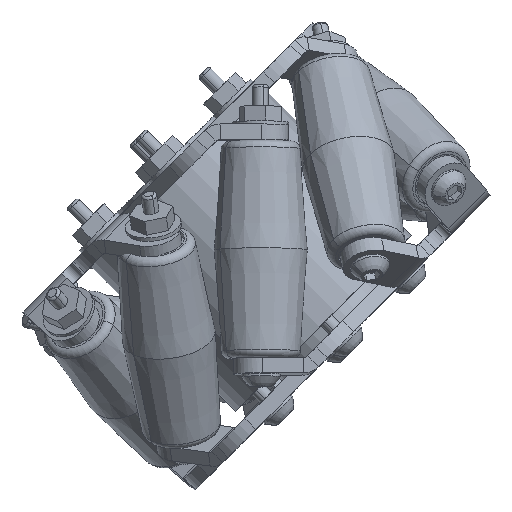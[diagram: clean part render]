
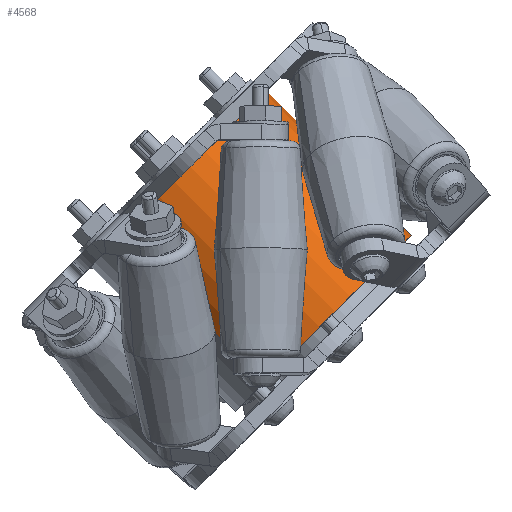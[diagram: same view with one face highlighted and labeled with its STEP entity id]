
A CAD part, front view. The second image highlights one B-rep face of the part: STEP entity #4568.
In plain terms, the highlighted cylindrical face has radius 16 mm (diameter 32 mm), a partial arc.
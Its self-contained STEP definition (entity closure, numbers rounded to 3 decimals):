
#4212=CARTESIAN_POINT('Vertex',(16.,0.,13.44)) ;
#4214=CARTESIAN_POINT('Vertex',(-16.,0.,13.44)) ;
#4217=CARTESIAN_POINT('Axis2P3D Location',(0.,0.,13.44)) ;
#4322=CARTESIAN_POINT('Axis2P3D Location',(0.,0.,-13.44)) ;
#4326=CARTESIAN_POINT('Vertex',(-16.,0.,-13.44)) ;
#4328=CARTESIAN_POINT('Vertex',(16.,0.,-13.44)) ;
#4547=CARTESIAN_POINT('Axis2P3D Location',(0.,0.,0.)) ;
#4552=CARTESIAN_POINT('Line Origine',(-16.,0.,0.)) ;
#4557=CARTESIAN_POINT('Line Origine',(16.,0.,0.)) ;
#4218=DIRECTION('Axis2P3D Direction',(0.,0.,1.)) ;
#4323=DIRECTION('Axis2P3D Direction',(0.,0.,1.)) ;
#4548=DIRECTION('Axis2P3D Direction',(0.,0.,1.)) ;
#4549=DIRECTION('Axis2P3D XDirection',(1.,0.,0.)) ;
#4553=DIRECTION('Vector Direction',(0.,0.,1.)) ;
#4558=DIRECTION('Vector Direction',(0.,0.,1.)) ;
#4219=AXIS2_PLACEMENT_3D('Circle Axis2P3D',#4217,#4218,$) ;
#4324=AXIS2_PLACEMENT_3D('Circle Axis2P3D',#4322,#4323,$) ;
#4550=AXIS2_PLACEMENT_3D('Cylinder Axis2P3D',#4547,#4548,#4549) ;
#4563=ORIENTED_EDGE('',*,*,#4556,.F.) ;
#4564=ORIENTED_EDGE('',*,*,#4330,.T.) ;
#4565=ORIENTED_EDGE('',*,*,#4561,.T.) ;
#4566=ORIENTED_EDGE('',*,*,#4221,.F.) ;
#4554=VECTOR('Line Direction',#4553,1.) ;
#4559=VECTOR('Line Direction',#4558,1.) ;
#4568=ADVANCED_FACE('PartBody',(#4567),#4551,.T.) ;
#4220=CIRCLE('generated circle',#4219,16.) ;
#4325=CIRCLE('generated circle',#4324,16.) ;
#4551=CYLINDRICAL_SURFACE('generated cylinder',#4550,16.) ;
#4221=EDGE_CURVE('',#4215,#4213,#4220,.T.) ;
#4330=EDGE_CURVE('',#4327,#4329,#4325,.T.) ;
#4556=EDGE_CURVE('',#4327,#4215,#4555,.T.) ;
#4561=EDGE_CURVE('',#4329,#4213,#4560,.T.) ;
#4562=EDGE_LOOP('',(#4563,#4564,#4565,#4566)) ;
#4567=FACE_OUTER_BOUND('',#4562,.T.) ;
#4555=LINE('Line',#4552,#4554) ;
#4560=LINE('Line',#4557,#4559) ;
#4213=VERTEX_POINT('',#4212) ;
#4215=VERTEX_POINT('',#4214) ;
#4327=VERTEX_POINT('',#4326) ;
#4329=VERTEX_POINT('',#4328) ;
